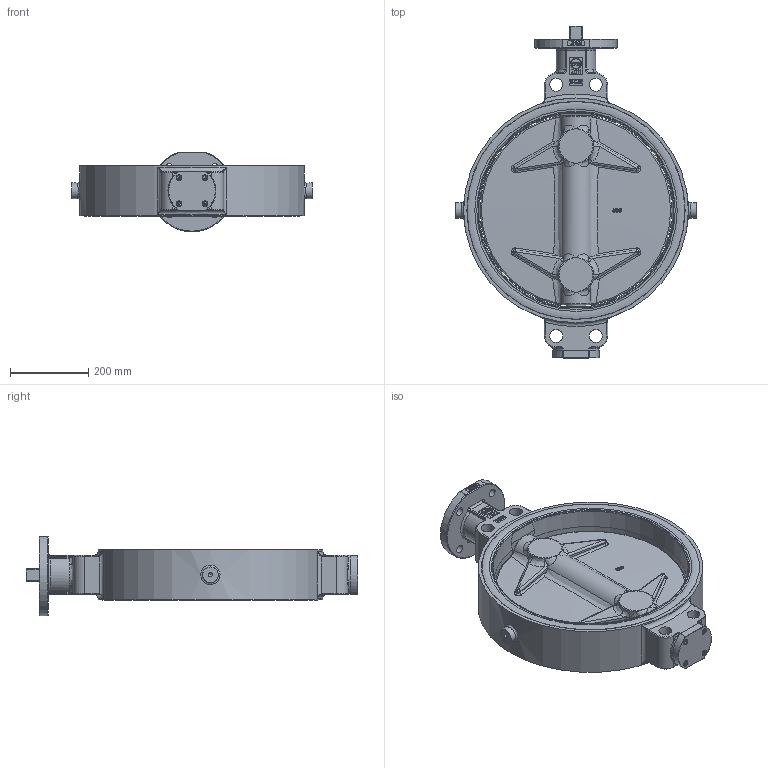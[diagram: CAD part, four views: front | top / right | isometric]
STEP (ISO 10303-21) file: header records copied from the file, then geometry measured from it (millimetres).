
FILE_DESCRIPTION((''),'2;1');
FILE_NAME('Z011-GG-DN500 PN16.stp','2014-02-05T07:57:26',('hellwig'),(''),'Autodesk Inventor 2013','Autodesk Inventor 2013','');
FILE_SCHEMA(('AUTOMOTIVE_DESIGN { 1 0 10303 214 1 1 1 1 }'));
Length unit declared in the file: millimetre
Products named in the file (1): M1190_Shrinkwrap_1
Bounding box: 614 x 847.9 x 204 mm (x, y, z)
Volume: 15957377.6 mm3; surface area: 1589884.3 mm2
Topology: 2 solids, 13 shells, 1280 faces, 3228 edges, 2005 vertices
Faces by surface type: plane 418, bspline 402, cylinder 270, torus 88, cone 68, sphere 34
Full cylindrical faces by diameter (mm): 6.647 x2, 8 x4, 9 x4, 10.106 x2, 13 x4, 15 x4, 22 x4, 28 x1, 33 x4, 38 x2, 38.1 x1, 40 x3, 42 x1, 45 x1, 45.1 x1, 50 x6, 50.1 x2, 50.2 x4, 50.5 x2, 56 x3, 57.2 x1, 58 x2, 58.8 x2, 60 x1, 60.2 x1, 61.9 x2, 62 x5, 62.12 x1, 69.5 x2, 70 x2
Entity records: 49139 total; most frequent: CARTESIAN_POINT 20998, ORIENTED_EDGE 5934, DIRECTION 4519, EDGE_CURVE 2967, VERTEX_POINT 1930, AXIS2_PLACEMENT_3D 1697, EDGE_LOOP 1561, FACE_OUTER_BOUND 1280
